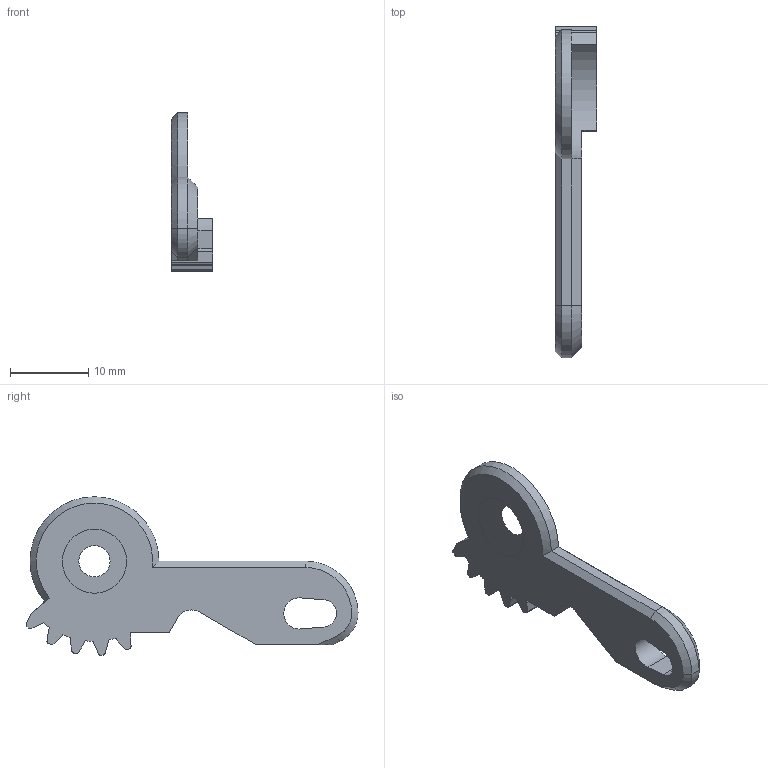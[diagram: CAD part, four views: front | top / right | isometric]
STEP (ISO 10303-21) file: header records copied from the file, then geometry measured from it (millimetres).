
FILE_DESCRIPTION(/* description */ (''),/* implementation_level */ '2;1');
FILE_NAME(/* name */ '16-safety-selector-lever.step',/* time_stamp */ '2022-04-06T21:23:24+01:00',/* author */ (''),/* organization */ (''),/* preprocessor_version */ 'ST-DEVELOPER v18.1',/* originating_system */ 'Autodesk Translation Framework v10.13.0.1454',/* authorisation */ '');
FILE_SCHEMA (('AUTOMOTIVE_DESIGN { 1 0 10303 214 3 1 1 }'));
Length unit declared in the file: millimetre
Products named in the file (1): 6
Bounding box: 5.3 x 42.49 x 20.28 mm (x, y, z)
Volume: 1290.5 mm3; surface area: 1426.1 mm2
Topology: 1 solids, 1 shells, 70 faces, 193 edges, 125 vertices
Faces by surface type: plane 33, cylinder 31, cone 6
Entity records: 2276 total; most frequent: DIRECTION 405, CARTESIAN_POINT 391, ORIENTED_EDGE 386, EDGE_CURVE 193, AXIS2_PLACEMENT_3D 142, VERTEX_POINT 125, LINE 121, VECTOR 121
